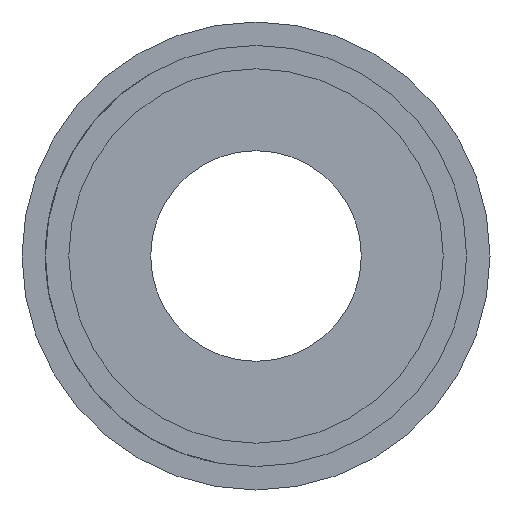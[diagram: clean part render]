
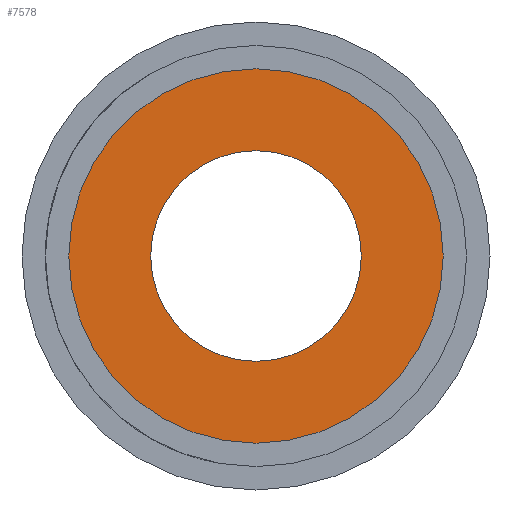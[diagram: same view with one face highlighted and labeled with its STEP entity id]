
A CAD part, left-side view. The second image highlights one B-rep face of the part: STEP entity #7578.
In plain terms, the highlighted planar face has unit normal (-1, 0, 0).
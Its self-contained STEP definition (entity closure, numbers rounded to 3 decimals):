
#378 = FACE_BOUND ( 'NONE', #3026, .T. ) ;
#407 = AXIS2_PLACEMENT_3D ( 'NONE', #1723, #6498, #3824 ) ;
#797 = CARTESIAN_POINT ( 'NONE',  ( 0., 0., 4.5 ) ) ;
#862 = CARTESIAN_POINT ( 'NONE',  ( 0., 0., 0. ) ) ;
#989 = CIRCLE ( 'NONE', #5687, 4.5 ) ;
#1062 = DIRECTION ( 'NONE',  ( -1., 0., 0. ) ) ;
#1336 = EDGE_CURVE ( 'NONE', #3356, #8349, #3835, .T. ) ;
#1445 = DIRECTION ( 'NONE',  ( -1., 0., 0. ) ) ;
#1710 = ORIENTED_EDGE ( 'NONE', *, *, #6686, .T. ) ;
#1723 = CARTESIAN_POINT ( 'NONE',  ( 0., 0., 0. ) ) ;
#1770 = DIRECTION ( 'NONE',  ( 0., 0., 1. ) ) ;
#1847 = DIRECTION ( 'NONE',  ( -1., 0., 0. ) ) ;
#1998 = AXIS2_PLACEMENT_3D ( 'NONE', #5730, #1847, #2485 ) ;
#2139 = EDGE_CURVE ( 'NONE', #2240, #6944, #6388, .T. ) ;
#2240 = VERTEX_POINT ( 'NONE', #5500 ) ;
#2313 = CARTESIAN_POINT ( 'NONE',  ( 0., 0., 0. ) ) ;
#2485 = DIRECTION ( 'NONE',  ( 0., 0., 1. ) ) ;
#3026 = EDGE_LOOP ( 'NONE', ( #6703, #4578 ) ) ;
#3356 = VERTEX_POINT ( 'NONE', #6093 ) ;
#3595 = CARTESIAN_POINT ( 'NONE',  ( 0., 0., 8. ) ) ;
#3824 = DIRECTION ( 'NONE',  ( 0., 0., 1. ) ) ;
#3835 = CIRCLE ( 'NONE', #7243, 8. ) ;
#4578 = ORIENTED_EDGE ( 'NONE', *, *, #2139, .F. ) ;
#5055 = PLANE ( 'NONE',  #1998 ) ;
#5103 = FACE_OUTER_BOUND ( 'NONE', #7707, .T. ) ;
#5124 = CARTESIAN_POINT ( 'NONE',  ( 0., 0., 0. ) ) ;
#5500 = CARTESIAN_POINT ( 'NONE',  ( 0., 0., -4.5 ) ) ;
#5687 = AXIS2_PLACEMENT_3D ( 'NONE', #5124, #1062, #5792 ) ;
#5730 = CARTESIAN_POINT ( 'NONE',  ( 0., 0., 0. ) ) ;
#5792 = DIRECTION ( 'NONE',  ( 0., 0., 1. ) ) ;
#6093 = CARTESIAN_POINT ( 'NONE',  ( 0., 0., -8. ) ) ;
#6135 = EDGE_CURVE ( 'NONE', #6944, #2240, #989, .T. ) ;
#6309 = DIRECTION ( 'NONE',  ( 0., 0., 1. ) ) ;
#6388 = CIRCLE ( 'NONE', #407, 4.5 ) ;
#6498 = DIRECTION ( 'NONE',  ( -1., 0., 0. ) ) ;
#6686 = EDGE_CURVE ( 'NONE', #8349, #3356, #8829, .T. ) ;
#6703 = ORIENTED_EDGE ( 'NONE', *, *, #6135, .F. ) ;
#6944 = VERTEX_POINT ( 'NONE', #797 ) ;
#7243 = AXIS2_PLACEMENT_3D ( 'NONE', #2313, #7885, #1770 ) ;
#7578 = ADVANCED_FACE ( 'NONE', ( #378, #5103 ), #5055, .T. ) ;
#7707 = EDGE_LOOP ( 'NONE', ( #1710, #7923 ) ) ;
#7885 = DIRECTION ( 'NONE',  ( -1., 0., 0. ) ) ;
#7923 = ORIENTED_EDGE ( 'NONE', *, *, #1336, .T. ) ;
#8349 = VERTEX_POINT ( 'NONE', #3595 ) ;
#8548 = AXIS2_PLACEMENT_3D ( 'NONE', #862, #1445, #6309 ) ;
#8829 = CIRCLE ( 'NONE', #8548, 8. ) ;
